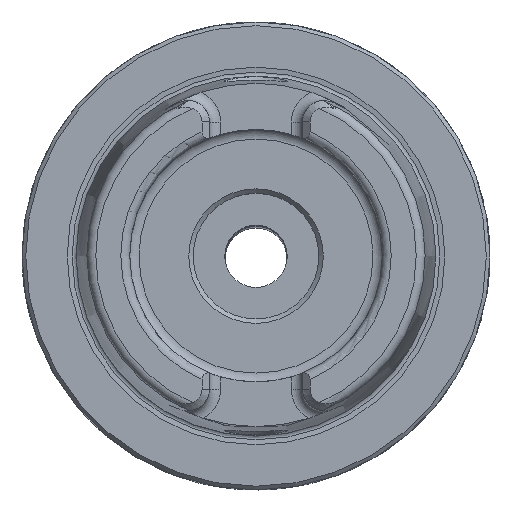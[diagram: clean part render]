
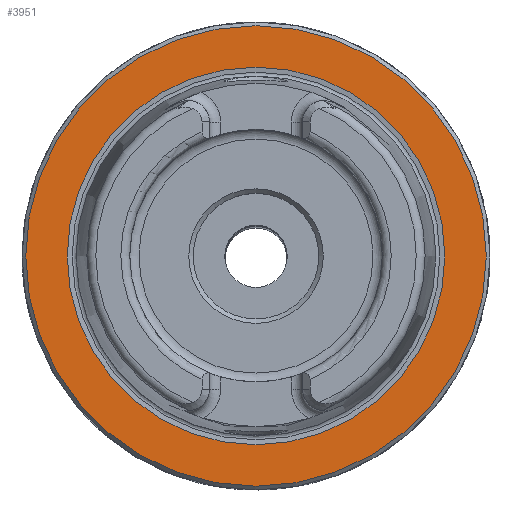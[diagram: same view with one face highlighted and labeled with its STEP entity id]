
A CAD part, top view. The second image highlights one B-rep face of the part: STEP entity #3951.
In plain terms, the highlighted planar face has unit normal (0, 0, 1).
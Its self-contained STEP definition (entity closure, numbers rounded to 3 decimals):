
#685=ORIENTED_EDGE('',*,*,#1245,.F.);
#686=ORIENTED_EDGE('',*,*,#1242,.T.);
#1242=EDGE_CURVE('',#1547,#1547,#1767,.T.);
#1245=EDGE_CURVE('',#1550,#1550,#1770,.T.);
#1547=VERTEX_POINT('',#5732);
#1550=VERTEX_POINT('',#5741);
#1767=CIRCLE('',#4200,31.);
#1770=CIRCLE('',#4206,25.418);
#1963=EDGE_LOOP('',(#685));
#1964=EDGE_LOOP('',(#686));
#2266=FACE_BOUND('',#1963,.T.);
#2267=FACE_BOUND('',#1964,.T.);
#2522=PLANE('',#4205);
#3951=ADVANCED_FACE('',(#2266,#2267),#2522,.T.);
#4200=AXIS2_PLACEMENT_3D('',#5731,#4732,#4733);
#4205=AXIS2_PLACEMENT_3D('',#5739,#4742,#4743);
#4206=AXIS2_PLACEMENT_3D('',#5740,#4744,#4745);
#4732=DIRECTION('',(0.,0.,1.));
#4733=DIRECTION('',(1.,0.,0.));
#4742=DIRECTION('',(0.,0.,1.));
#4743=DIRECTION('',(1.,0.,0.));
#4744=DIRECTION('',(0.,0.,1.));
#4745=DIRECTION('',(1.,0.,0.));
#5731=CARTESIAN_POINT('',(0.,0.,0.));
#5732=CARTESIAN_POINT('',(31.,0.,0.));
#5739=CARTESIAN_POINT('',(31.,0.,0.));
#5740=CARTESIAN_POINT('',(0.,0.,0.));
#5741=CARTESIAN_POINT('',(25.418,0.,0.));
